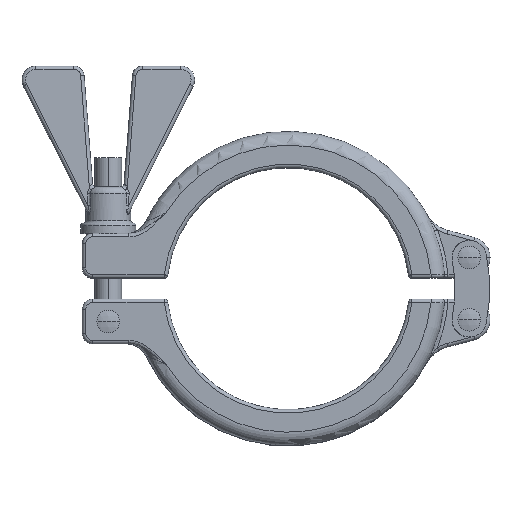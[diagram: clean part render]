
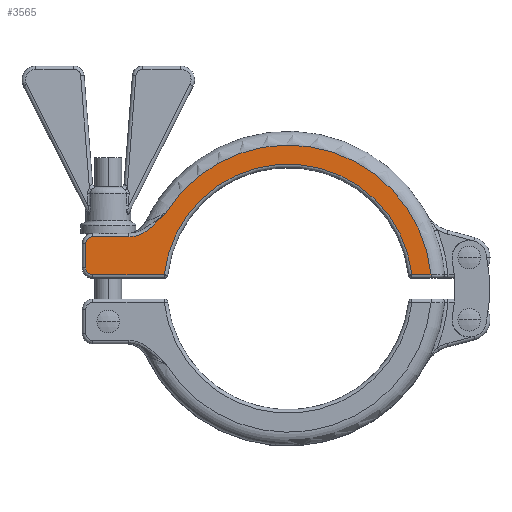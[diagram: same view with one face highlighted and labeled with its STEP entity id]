
A CAD part, top view. The second image highlights one B-rep face of the part: STEP entity #3565.
In plain terms, the highlighted planar face has unit normal (0, 0, 1).
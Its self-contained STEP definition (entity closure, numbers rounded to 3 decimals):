
#122 = DIRECTION ( 'NONE',  ( 1., 0., 0. ) ) ;
#161 = EDGE_CURVE ( 'NONE', #13180, #2354, #1386, .T. ) ;
#410 = ORIENTED_EDGE ( 'NONE', *, *, #2236, .T. ) ;
#461 = AXIS2_PLACEMENT_3D ( 'NONE', #10472, #3932, #122 ) ;
#569 = CIRCLE ( 'NONE', #15754, 36.1 ) ;
#779 = CARTESIAN_POINT ( 'NONE',  ( 41.407, 4., 8.5 ) ) ;
#791 = EDGE_CURVE ( 'NONE', #947, #14269, #11960, .T. ) ;
#947 = VERTEX_POINT ( 'NONE', #2018 ) ;
#1264 = CARTESIAN_POINT ( 'NONE',  ( -56.6, 4., 8.5 ) ) ;
#1308 = AXIS2_PLACEMENT_3D ( 'NONE', #3551, #12628, #2278 ) ;
#1386 = LINE ( 'NONE', #13022, #5742 ) ;
#1572 = VERTEX_POINT ( 'NONE', #9947 ) ;
#1713 = CARTESIAN_POINT ( 'NONE',  ( -56.6, 15., 8.5 ) ) ;
#2018 = CARTESIAN_POINT ( 'NONE',  ( -58.6, 13., 8.5 ) ) ;
#2104 = ORIENTED_EDGE ( 'NONE', *, *, #10536, .T. ) ;
#2203 = EDGE_CURVE ( 'NONE', #14269, #6470, #2613, .T. ) ;
#2212 = CARTESIAN_POINT ( 'NONE',  ( -46.165, 15., 8.5 ) ) ;
#2236 = EDGE_CURVE ( 'NONE', #2409, #13180, #3793, .T. ) ;
#2243 = DIRECTION ( 'NONE',  ( 1., 0., 0. ) ) ;
#2278 = DIRECTION ( 'NONE',  ( 1., 0., 0. ) ) ;
#2317 = CARTESIAN_POINT ( 'NONE',  ( -56.6, 6., 8.5 ) ) ;
#2354 = VERTEX_POINT ( 'NONE', #1713 ) ;
#2409 = VERTEX_POINT ( 'NONE', #5703 ) ;
#2613 = CIRCLE ( 'NONE', #4770, 2. ) ;
#2637 = CIRCLE ( 'NONE', #461, 2. ) ;
#2765 = EDGE_LOOP ( 'NONE', ( #2104, #410, #4157, #3074, #15829, #5716, #15561, #4338, #15220 ) ) ;
#3074 = ORIENTED_EDGE ( 'NONE', *, *, #3412, .T. ) ;
#3412 = EDGE_CURVE ( 'NONE', #2354, #947, #2637, .T. ) ;
#3551 = CARTESIAN_POINT ( 'NONE',  ( 0., 0., 8.5 ) ) ;
#3565 = ADVANCED_FACE ( 'NONE', ( #16377 ), #10030, .T. ) ;
#3668 = CARTESIAN_POINT ( 'NONE',  ( -35.307, 22., 8.5 ) ) ;
#3727 = VERTEX_POINT ( 'NONE', #12903 ) ;
#3793 = B_SPLINE_CURVE_WITH_KNOTS ( 'NONE', 3,
 ( #3668, #8853, #9880, #11311, #14019, #5883, #16242, #14962, #12589, #5977, #16322, #4702, #15040, #5375 ),
 .UNSPECIFIED., .F., .F.,
 ( 4, 2, 2, 2, 2, 2, 4 ),
 ( 0., 0.003, 0.007, 0.01, 0.011, 0.012, 0.013 ),
 .UNSPECIFIED. ) ;
#3932 = DIRECTION ( 'NONE',  ( 0., 0., 1. ) ) ;
#4063 = EDGE_CURVE ( 'NONE', #6470, #1572, #16440, .T. ) ;
#4157 = ORIENTED_EDGE ( 'NONE', *, *, #161, .T. ) ;
#4338 = ORIENTED_EDGE ( 'NONE', *, *, #14179, .T. ) ;
#4404 = DIRECTION ( 'NONE',  ( 0., -1., 0. ) ) ;
#4702 = CARTESIAN_POINT ( 'NONE',  ( -45.054, 15.06, 8.5 ) ) ;
#4770 = AXIS2_PLACEMENT_3D ( 'NONE', #2317, #13780, #2243 ) ;
#5290 = DIRECTION ( 'NONE',  ( -1., 0., 0. ) ) ;
#5375 = CARTESIAN_POINT ( 'NONE',  ( -46.165, 15., 8.5 ) ) ;
#5439 = CARTESIAN_POINT ( 'NONE',  ( -58.6, 6., 8.5 ) ) ;
#5703 = CARTESIAN_POINT ( 'NONE',  ( -35.307, 22., 8.5 ) ) ;
#5716 = ORIENTED_EDGE ( 'NONE', *, *, #2203, .T. ) ;
#5742 = VECTOR ( 'NONE', #5290, 1000. ) ;
#5883 = CARTESIAN_POINT ( 'NONE',  ( -40.959, 16.679, 8.5 ) ) ;
#5977 = CARTESIAN_POINT ( 'NONE',  ( -43.975, 15.297, 8.5 ) ) ;
#6123 = LINE ( 'NONE', #16228, #9540 ) ;
#6203 = DIRECTION ( 'NONE',  ( 0., 0., 1. ) ) ;
#6470 = VERTEX_POINT ( 'NONE', #1264 ) ;
#7093 = CARTESIAN_POINT ( 'NONE',  ( 0., 0., 8.5 ) ) ;
#7127 = DIRECTION ( 'NONE',  ( 1., 0., 0. ) ) ;
#7407 = DIRECTION ( 'NONE',  ( 1., 0., 0. ) ) ;
#8066 = AXIS2_PLACEMENT_3D ( 'NONE', #9937, #6203, #13841 ) ;
#8271 = DIRECTION ( 'NONE',  ( 0., 0., -1. ) ) ;
#8697 = CARTESIAN_POINT ( 'NONE',  ( -58.6, 6., 8.5 ) ) ;
#8853 = CARTESIAN_POINT ( 'NONE',  ( -36.087, 21.212, 8.5 ) ) ;
#9540 = VECTOR ( 'NONE', #7407, 1000. ) ;
#9880 = CARTESIAN_POINT ( 'NONE',  ( -36.852, 20.408, 8.5 ) ) ;
#9937 = CARTESIAN_POINT ( 'NONE',  ( 0., 0., 8.5 ) ) ;
#9947 = CARTESIAN_POINT ( 'NONE',  ( -35.878, 4., 8.5 ) ) ;
#10030 = PLANE ( 'NONE',  #8066 ) ;
#10248 = CIRCLE ( 'NONE', #1308, 41.6 ) ;
#10472 = CARTESIAN_POINT ( 'NONE',  ( -56.6, 13., 8.5 ) ) ;
#10536 = EDGE_CURVE ( 'NONE', #11095, #2409, #10248, .T. ) ;
#11095 = VERTEX_POINT ( 'NONE', #779 ) ;
#11311 = CARTESIAN_POINT ( 'NONE',  ( -38.414, 18.832, 8.5 ) ) ;
#11960 = LINE ( 'NONE', #5439, #14075 ) ;
#12254 = DIRECTION ( 'NONE',  ( 1., 0., 0. ) ) ;
#12286 = CARTESIAN_POINT ( 'NONE',  ( -34.972, 4., 8.5 ) ) ;
#12589 = CARTESIAN_POINT ( 'NONE',  ( -43.443, 15.462, 8.5 ) ) ;
#12628 = DIRECTION ( 'NONE',  ( 0., 0., 1. ) ) ;
#12903 = CARTESIAN_POINT ( 'NONE',  ( 35.878, 4., 8.5 ) ) ;
#13022 = CARTESIAN_POINT ( 'NONE',  ( -56.6, 15., 8.5 ) ) ;
#13180 = VERTEX_POINT ( 'NONE', #2212 ) ;
#13780 = DIRECTION ( 'NONE',  ( 0., 0., 1. ) ) ;
#13841 = DIRECTION ( 'NONE',  ( 1., 0., 0. ) ) ;
#14019 = CARTESIAN_POINT ( 'NONE',  ( -39.211, 18.061, 8.5 ) ) ;
#14075 = VECTOR ( 'NONE', #4404, 1000. ) ;
#14179 = EDGE_CURVE ( 'NONE', #1572, #3727, #569, .T. ) ;
#14269 = VERTEX_POINT ( 'NONE', #8697 ) ;
#14829 = VECTOR ( 'NONE', #7127, 1000. ) ;
#14962 = CARTESIAN_POINT ( 'NONE',  ( -43.179, 15.557, 8.5 ) ) ;
#15040 = CARTESIAN_POINT ( 'NONE',  ( -45.604, 15., 8.5 ) ) ;
#15220 = ORIENTED_EDGE ( 'NONE', *, *, #15724, .T. ) ;
#15561 = ORIENTED_EDGE ( 'NONE', *, *, #4063, .T. ) ;
#15724 = EDGE_CURVE ( 'NONE', #3727, #11095, #6123, .T. ) ;
#15754 = AXIS2_PLACEMENT_3D ( 'NONE', #7093, #8271, #12254 ) ;
#15829 = ORIENTED_EDGE ( 'NONE', *, *, #791, .T. ) ;
#16228 = CARTESIAN_POINT ( 'NONE',  ( 41.492, 4., 8.5 ) ) ;
#16242 = CARTESIAN_POINT ( 'NONE',  ( -41.893, 16.086, 8.5 ) ) ;
#16322 = CARTESIAN_POINT ( 'NONE',  ( -44.243, 15.228, 8.5 ) ) ;
#16377 = FACE_OUTER_BOUND ( 'NONE', #2765, .T. ) ;
#16440 = LINE ( 'NONE', #12286, #14829 ) ;
